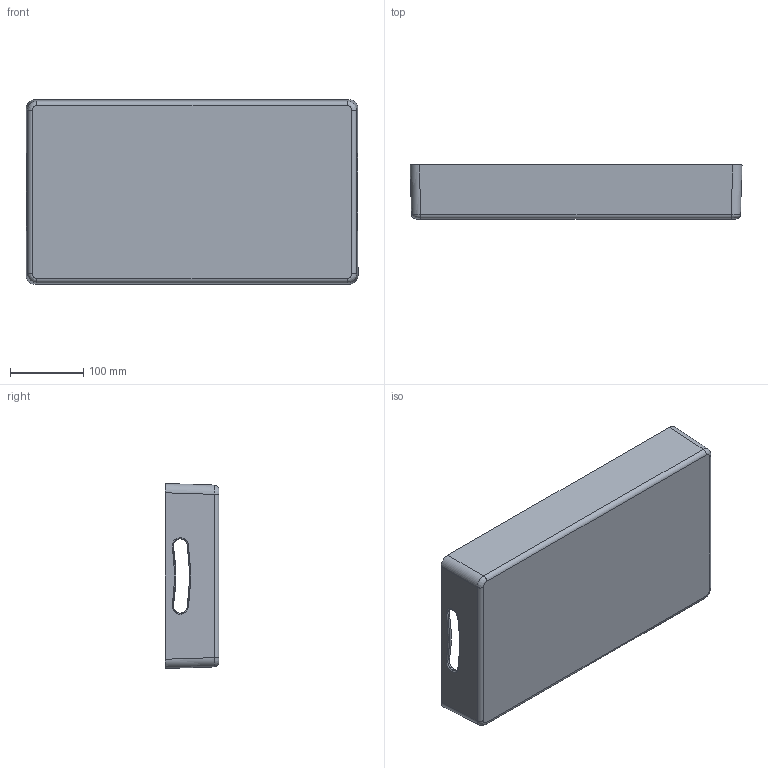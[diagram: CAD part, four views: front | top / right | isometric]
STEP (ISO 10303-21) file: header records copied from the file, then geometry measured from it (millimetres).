
FILE_DESCRIPTION (( 'STEP AP203' ), '1' );
FILE_NAME ('0450 Case, Tray, OEM.STEP', '2009-01-30T00:59:59', ( ' ' ), ( ' ' ), 'SwSTEP 2.0', 'SolidWorks 2007', '' );
FILE_SCHEMA (( 'CONFIG_CONTROL_DESIGN' ));
Length unit declared in the file: inch
Products named in the file (1): 0450 Case, Tray, OEM
Bounding box: 454.72 x 73.66 x 253.3 mm (x, y, z)
Volume: 867702.2 mm3; surface area: 409327.1 mm2
Topology: 1 solids, 1 shells, 65 faces, 154 edges, 92 vertices
Faces by surface type: cylinder 30, bspline 24, plane 11
Entity records: 2479 total; most frequent: CARTESIAN_POINT 1164, ORIENTED_EDGE 308, DIRECTION 210, EDGE_CURVE 154, VERTEX_POINT 92, AXIS2_PLACEMENT_3D 78, EDGE_LOOP 70, FACE_OUTER_BOUND 65
